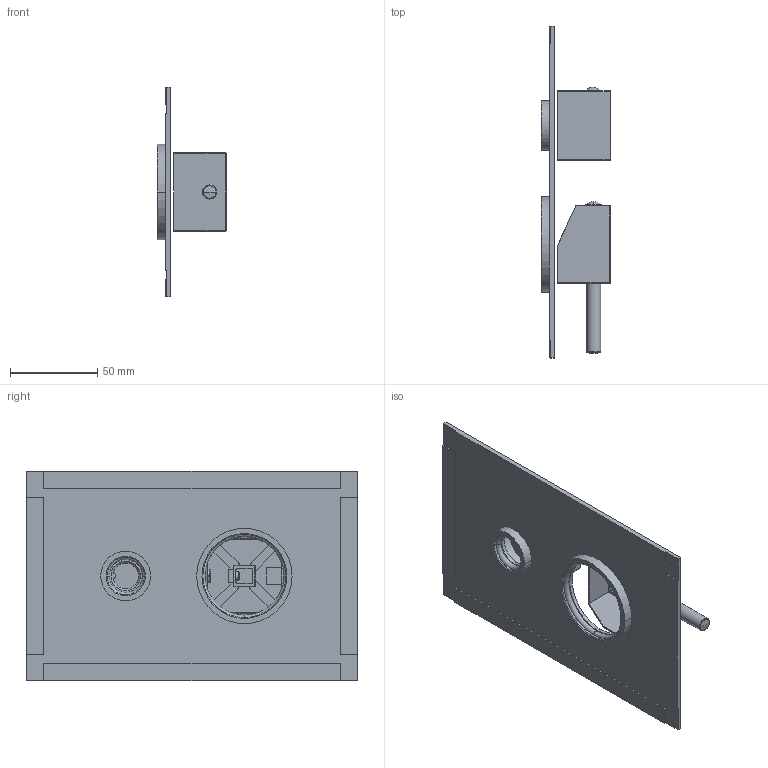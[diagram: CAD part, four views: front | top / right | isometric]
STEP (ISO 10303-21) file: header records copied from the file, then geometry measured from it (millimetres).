
FILE_DESCRIPTION((''),'2;1');
FILE_NAME('LEA018CR-MEST','2021-11-04T10:42:55',('ut3'),('PAFFONI SpA'),'CREO PARAMETRIC BY PTC INC, 2020044','CREO PARAMETRIC BY PTC INC, 2020044','');
FILE_SCHEMA(('CONFIG_CONTROL_DESIGN','SHAPE_APPEARANCE_LAYERS_GROUPS'));
Length unit declared in the file: millimetre
Products named in the file (1): LEA018CR-MEST
Bounding box: 39.99 x 190 x 120 mm (x, y, z)
Volume: 94736.9 mm3; surface area: 78604.6 mm2
Topology: 3 solids, 3 shells, 262 faces, 654 edges, 413 vertices
Faces by surface type: plane 132, cylinder 84, cone 28, sphere 10, torus 8
Entity records: 10489 total; most frequent: CARTESIAN_POINT 1957, DIRECTION 1320, ORIENTED_EDGE 1292, EDGE_CURVE 646, AXIS2_PLACEMENT_3D 462, VERTEX_POINT 413, VECTOR 396, LINE 396
